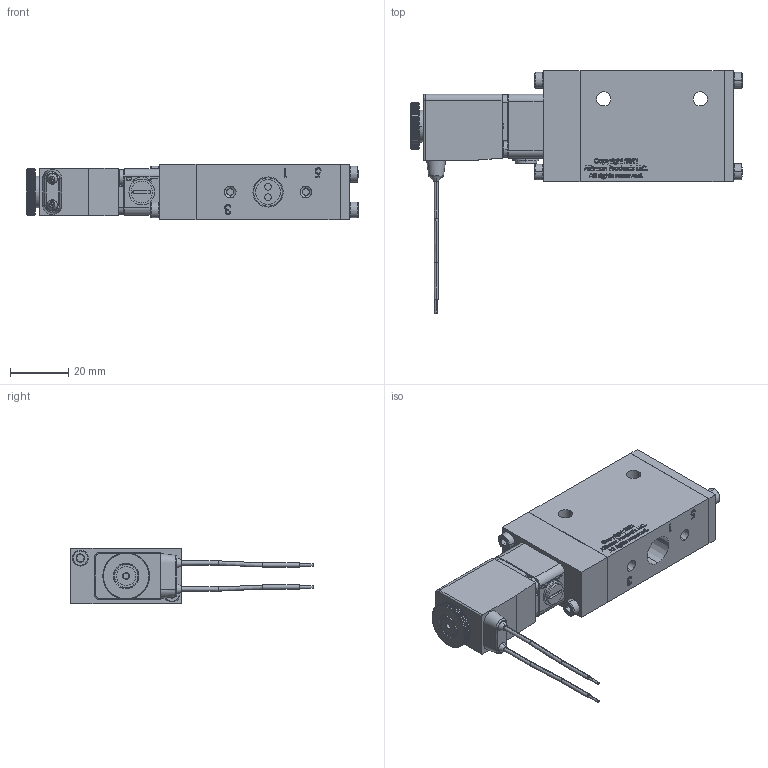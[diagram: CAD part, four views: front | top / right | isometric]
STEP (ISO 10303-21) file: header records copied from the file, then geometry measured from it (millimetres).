
FILE_DESCRIPTION (( 'STEP AP214' ), '1' );
FILE_NAME ('V1866N0512-DAL-VALVE-.13-NPT-5-2SE-SOL-SR-12DC.STEP', '2021-07-30T07:58:37', ( '' ), ( '' ), 'SwSTEP 2.0', 'SolidWorks 2018', '' );
FILE_SCHEMA (( 'AUTOMOTIVE_DESIGN' ));
Length unit declared in the file: inch
Products named in the file (1): V1866N0512-DAL-VALVE-.13-NPT-5-2SE-SOL-SR-12DC
Bounding box: 114.38 x 83.45 x 19.05 mm (x, y, z)
Volume: 60680.7 mm3; surface area: 15872.7 mm2
Topology: 1 solids, 1 shells, 2168 faces, 5536 edges, 3572 vertices
Faces by surface type: plane 1255, bspline 597, cylinder 252, cone 64
Entity records: 124913 total; most frequent: CARTESIAN_POINT 47857, ORIENTED_EDGE 11072, DIRECTION 8162, EDGE_CURVE 5536, VECTOR 3574, LINE 3574, VERTEX_POINT 3572, EDGE_LOOP 2382
